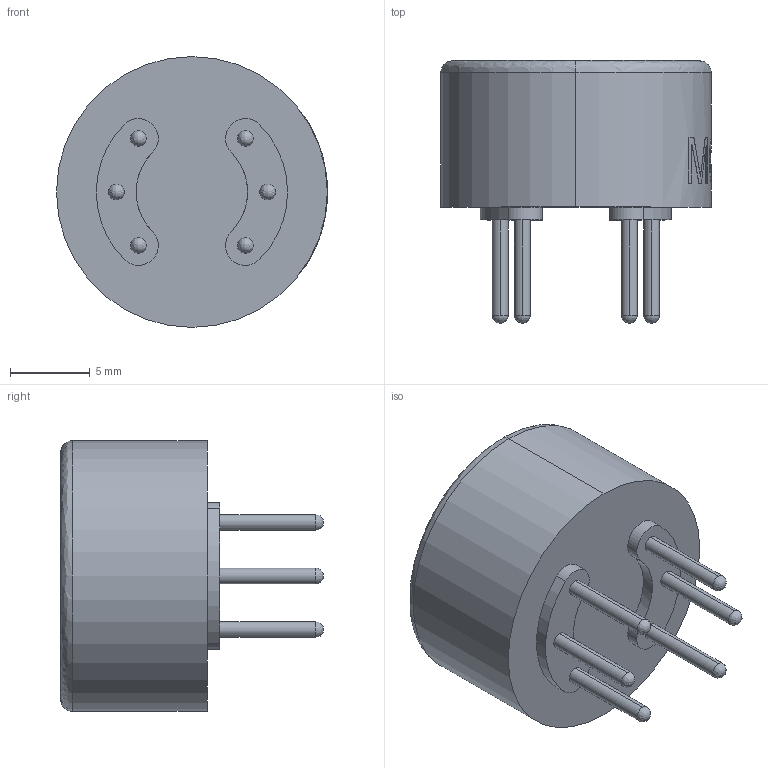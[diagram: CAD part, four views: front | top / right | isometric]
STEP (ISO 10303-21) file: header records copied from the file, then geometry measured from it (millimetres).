
FILE_DESCRIPTION (( 'STEP AP214' ), '1' );
FILE_NAME ('User Library-MQ-9.STEP', '2019-04-30T22:10:35', ( '' ), ( '' ), 'SwSTEP 2.0', 'SolidWorks 2019', '' );
FILE_SCHEMA (( 'AUTOMOTIVE_DESIGN' ));
Length unit declared in the file: millimetre
Products named in the file (1): User Library-MQ-9
Bounding box: 17.01 x 16.5 x 17 mm (x, y, z)
Volume: 2115.6 mm3; surface area: 1097.3 mm2
Topology: 1 solids, 1 shells, 125 faces, 339 edges, 219 vertices
Faces by surface type: bspline 64, cylinder 36, plane 25
Entity records: 6404 total; most frequent: CARTESIAN_POINT 3281, ORIENTED_EDGE 654, DIRECTION 390, EDGE_CURVE 327, VERTEX_POINT 219, EDGE_LOOP 140, AXIS2_PLACEMENT_3D 134, FACE_OUTER_BOUND 125
